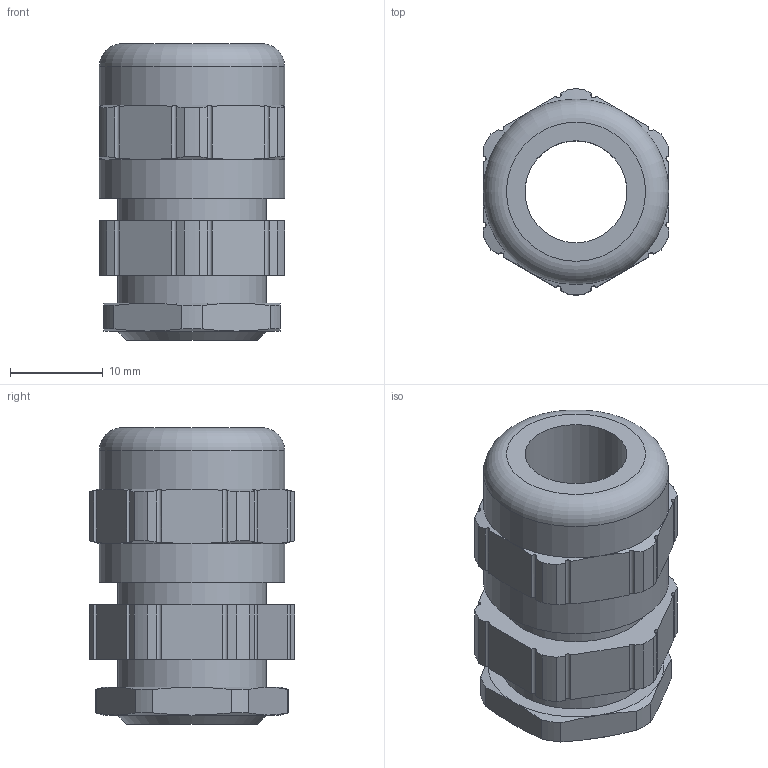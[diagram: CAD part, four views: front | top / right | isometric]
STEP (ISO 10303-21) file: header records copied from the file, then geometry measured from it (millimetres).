
FILE_DESCRIPTION (( 'STEP AP214' ), '1' );
FILE_NAME ('6NH31123BA001XX4_001_STEP.STEP', '2015-07-30T10:14:02', ( '' ), ( '' ), 'SwSTEP 2.0', 'SolidWorks 2014', '' );
FILE_SCHEMA (( 'AUTOMOTIVE_DESIGN' ));
Length unit declared in the file: millimetre
Products named in the file (3): Gegenmutter; Body; 6NH31123BA001XX4_001_STEP
Assembly tree (2 placements, depth 2):
  6NH31123BA001XX4_001_STEP
    Body
    Gegenmutter
Bounding box: 20 x 22.19 x 32 mm (x, y, z)
Volume: 6132.3 mm3; surface area: 4409.6 mm2
Topology: 2 solids, 2 shells, 127 faces, 328 edges, 209 vertices
Faces by surface type: plane 50, cylinder 49, cone 27, torus 1
Full cylindrical faces by diameter (mm): 11 x1, 12.5 x1, 14.376 x1, 16 x2, 20 x2
Entity records: 4144 total; most frequent: CARTESIAN_POINT 1088, ORIENTED_EDGE 632, DIRECTION 584, EDGE_CURVE 316, AXIS2_PLACEMENT_3D 232, VERTEX_POINT 208, EDGE_LOOP 146, FACE_OUTER_BOUND 135
